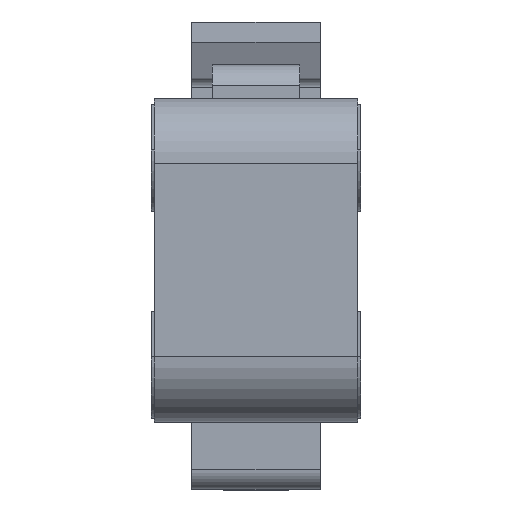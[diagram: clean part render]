
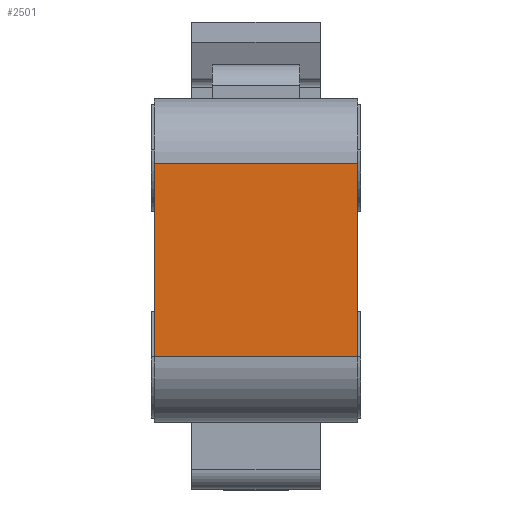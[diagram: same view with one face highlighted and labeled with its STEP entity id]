
A CAD part, top view. The second image highlights one B-rep face of the part: STEP entity #2501.
In plain terms, the highlighted planar face has unit normal (0, 0, 1).
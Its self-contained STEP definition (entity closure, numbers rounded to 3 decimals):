
#63 = EDGE_CURVE ( 'NONE', #1504, #581, #2563, .T. ) ;
#92 = VERTEX_POINT ( 'NONE', #1073 ) ;
#101 = CARTESIAN_POINT ( 'NONE',  ( -5., -4.75, 13.9 ) ) ;
#124 = EDGE_CURVE ( 'NONE', #156, #1504, #239, .T. ) ;
#128 = CARTESIAN_POINT ( 'NONE',  ( 5., -4.75, 13.9 ) ) ;
#138 = CARTESIAN_POINT ( 'NONE',  ( -5., 4.75, 13.9 ) ) ;
#156 = VERTEX_POINT ( 'NONE', #1691 ) ;
#239 = LINE ( 'NONE', #2433, #2439 ) ;
#313 = DIRECTION ( 'NONE',  ( 0., 0., -1. ) ) ;
#373 = EDGE_CURVE ( 'NONE', #92, #581, #2089, .T. ) ;
#549 = VECTOR ( 'NONE', #2546, 1000. ) ;
#557 = LINE ( 'NONE', #2529, #1827 ) ;
#581 = VERTEX_POINT ( 'NONE', #101 ) ;
#713 = DIRECTION ( 'NONE',  ( 0., -1., 0. ) ) ;
#1072 = DIRECTION ( 'NONE',  ( -1., 0., 0. ) ) ;
#1073 = CARTESIAN_POINT ( 'NONE',  ( -5., 4.75, 13.9 ) ) ;
#1125 = ORIENTED_EDGE ( 'NONE', *, *, #373, .T. ) ;
#1282 = DIRECTION ( 'NONE',  ( 0., 1., 0. ) ) ;
#1366 = ORIENTED_EDGE ( 'NONE', *, *, #63, .F. ) ;
#1458 = VECTOR ( 'NONE', #1848, 1000. ) ;
#1504 = VERTEX_POINT ( 'NONE', #2599 ) ;
#1517 = PLANE ( 'NONE',  #3068 ) ;
#1691 = CARTESIAN_POINT ( 'NONE',  ( 5., 4.75, 13.9 ) ) ;
#1720 = EDGE_CURVE ( 'NONE', #156, #92, #557, .T. ) ;
#1827 = VECTOR ( 'NONE', #1072, 1000. ) ;
#1848 = DIRECTION ( 'NONE',  ( 0., -1., 0. ) ) ;
#2001 = ORIENTED_EDGE ( 'NONE', *, *, #1720, .T. ) ;
#2089 = LINE ( 'NONE', #138, #1458 ) ;
#2204 = FACE_OUTER_BOUND ( 'NONE', #2997, .T. ) ;
#2433 = CARTESIAN_POINT ( 'NONE',  ( 5., 4.75, 13.9 ) ) ;
#2439 = VECTOR ( 'NONE', #713, 1000. ) ;
#2501 = ADVANCED_FACE ( 'NONE', ( #2204 ), #1517, .F. ) ;
#2509 = CARTESIAN_POINT ( 'NONE',  ( 5., 4.75, 13.9 ) ) ;
#2529 = CARTESIAN_POINT ( 'NONE',  ( 5., 4.75, 13.9 ) ) ;
#2546 = DIRECTION ( 'NONE',  ( -1., 0., 0. ) ) ;
#2563 = LINE ( 'NONE', #128, #549 ) ;
#2599 = CARTESIAN_POINT ( 'NONE',  ( 5., -4.75, 13.9 ) ) ;
#2958 = ORIENTED_EDGE ( 'NONE', *, *, #124, .F. ) ;
#2997 = EDGE_LOOP ( 'NONE', ( #1125, #1366, #2958, #2001 ) ) ;
#3068 = AXIS2_PLACEMENT_3D ( 'NONE', #2509, #313, #1282 ) ;
